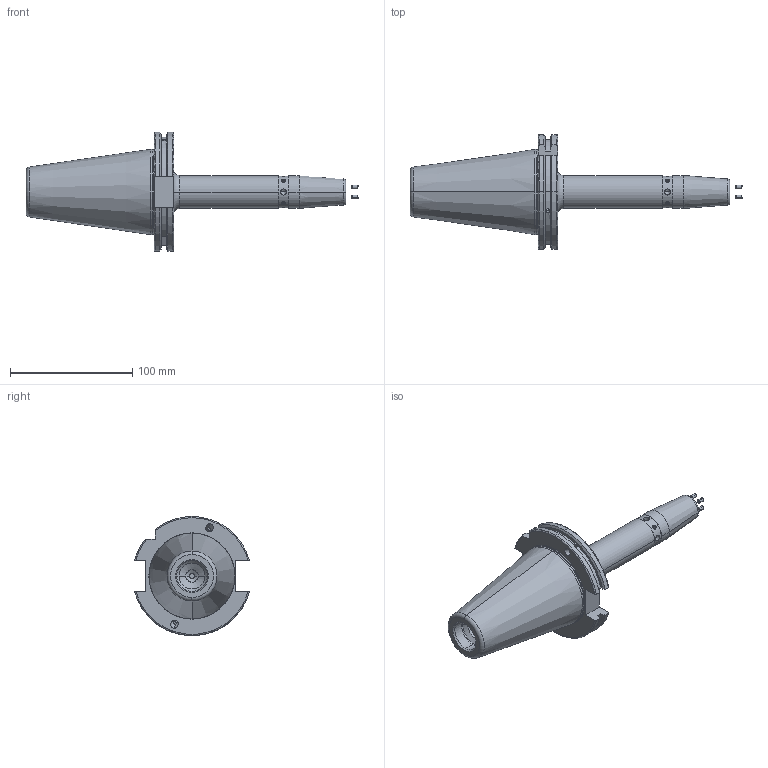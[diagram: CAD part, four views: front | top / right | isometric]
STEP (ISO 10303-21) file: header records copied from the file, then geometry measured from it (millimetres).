
FILE_DESCRIPTION (( 'STEP AP203' ), '1' );
FILE_NAME ('F1S509H-SFK06160.STEP', '2023-12-21T04:02:53', ( '' ), ( '' ), 'SwSTEP 2.0', 'SolidWorks 2023', '' );
FILE_SCHEMA (( 'CONFIG_CONTROL_DESIGN' ));
Length unit declared in the file: millimetre
Products named in the file (7): SCWM5X15-3 flat; SK50SFK06160FWW; socket set screw flat point_din_DIN 913 - M3 x 5-N; GS-M4X4-COATING_DIN 913 - M4 x 4-N; F1S509H-SFK06160; GS-M3X5
Assembly tree (13 placements, depth 3):
  F1S509H-SFK06160
    SK50SFK06160FWW
      SK50SFK06160FWW
      SCWM5X15-3 flat
      GS-M4X4-COATING_DIN 913 - M4 x 4-N  x2
      socket set screw flat point_din_DIN 913 - M3 x 5-N  x4
      GS-M3X5  x4
Bounding box: 271.78 x 94.05 x 97.5 mm (x, y, z)
Volume: 390360.1 mm3; surface area: 62814 mm2
Topology: 12 solids, 12 shells, 445 faces, 1089 edges, 667 vertices
Faces by surface type: plane 155, cone 136, cylinder 126, torus 20, bspline 8
Entity records: 14457 total; most frequent: CARTESIAN_POINT 6803, ORIENTED_EDGE 1426, DIRECTION 1406, EDGE_CURVE 713, AXIS2_PLACEMENT_3D 549, VERTEX_POINT 444, EDGE_LOOP 321, LINE 308
